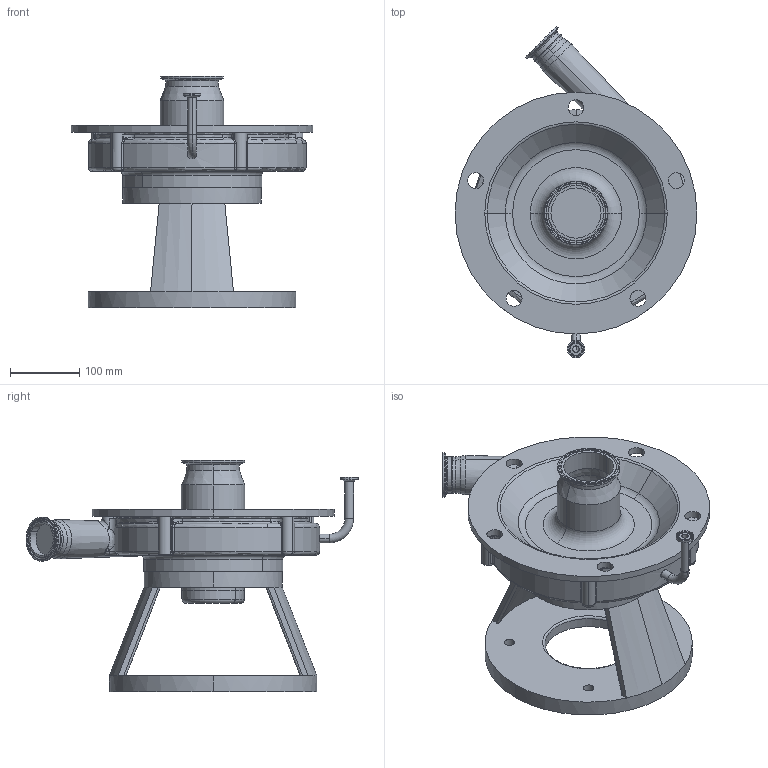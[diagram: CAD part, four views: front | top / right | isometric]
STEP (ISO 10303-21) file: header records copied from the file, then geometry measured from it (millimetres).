
FILE_DESCRIPTION (( 'STEP AP214' ), '1' );
FILE_NAME ('FPR 3451-3452 280TC 45L 1-2 IN ELBOW FRONT DRAIN.STEP', '2023-01-05T18:07:01', ( '' ), ( '' ), 'SwSTEP 2.0', 'SolidWorks 2021', '' );
FILE_SCHEMA (( 'AUTOMOTIVE_DESIGN' ));
Length unit declared in the file: millimetre
Products named in the file (1): FPR 3451-3452 280TC 45L 1-2 IN ELBOW FRONT DRAIN
Bounding box: 350 x 480.48 x 334.5 mm (x, y, z)
Volume: 6894148.9 mm3; surface area: 690279.2 mm2
Topology: 1 solids, 3 shells, 344 faces, 837 edges, 497 vertices
Faces by surface type: cylinder 122, torus 102, plane 45, bspline 41, cone 30, sphere 4
Entity records: 13516 total; most frequent: CARTESIAN_POINT 5513, DIRECTION 1764, ORIENTED_EDGE 1656, EDGE_CURVE 828, AXIS2_PLACEMENT_3D 792, VERTEX_POINT 497, CIRCLE 488, EDGE_LOOP 383
